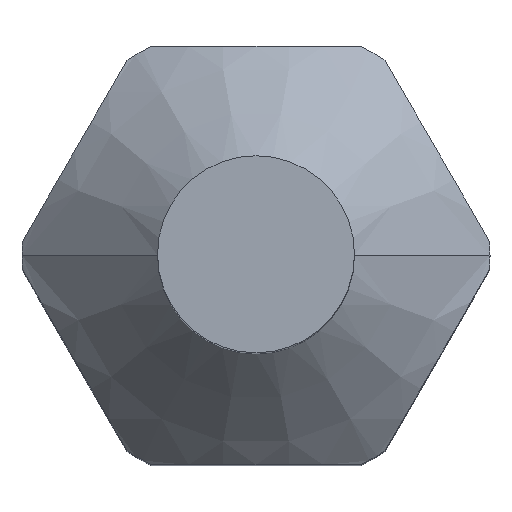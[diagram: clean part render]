
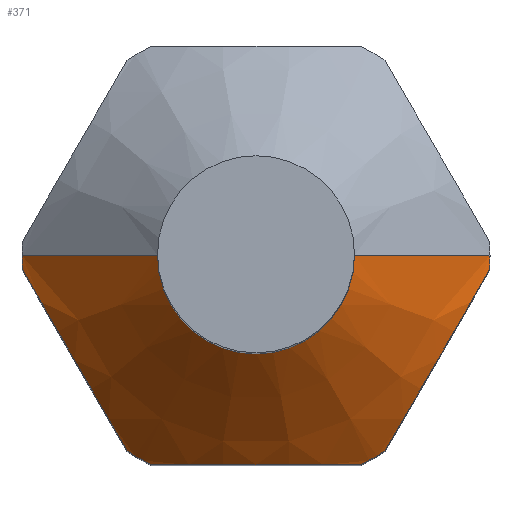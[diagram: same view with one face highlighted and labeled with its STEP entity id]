
A CAD part, top view. The second image highlights one B-rep face of the part: STEP entity #371.
In plain terms, the highlighted conical face has half-angle 45 degrees and reference radius 6.75 mm.
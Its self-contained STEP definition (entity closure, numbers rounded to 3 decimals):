
#215=VERTEX_POINT('',#600);
#297=EDGE_CURVE('',#517,#315,#694,.T.);
#303=EDGE_CURVE('',#517,#497,#700,.T.);
#305=EDGE_CURVE('',#379,#409,#702,.T.);
#315=VERTEX_POINT('',#714);
#319=EDGE_CURVE('',#429,#451,#719,.T.);
#335=EDGE_CURVE('',#457,#395,#739,.T.);
#369=EDGE_CURVE('',#379,#215,#774,.T.);
#371=ADVANCED_FACE('',(#776),#777,.T.);
#379=VERTEX_POINT('',#785);
#385=EDGE_CURVE('',#315,#395,#791,.T.);
#395=VERTEX_POINT('',#803);
#401=EDGE_CURVE('',#429,#409,#809,.T.);
#409=VERTEX_POINT('',#817);
#429=VERTEX_POINT('',#842);
#437=EDGE_CURVE('',#457,#451,#851,.T.);
#451=VERTEX_POINT('',#866);
#457=VERTEX_POINT('',#872);
#459=EDGE_CURVE('',#215,#497,#874,.T.);
#497=VERTEX_POINT('',#913);
#517=VERTEX_POINT('',#934);
#600=CARTESIAN_POINT('',(9.5,0.,19.5));
#694=LINE('',#1164,#1165);
#700=CIRCLE('',#1173,4.0);
#702=(B_SPLINE_CURVE(2,(#1177,#1178,#1179),.UNSPECIFIED.,.F.,.F.)B_SPLINE_CURVE_WITH_KNOTS((3,3),(0.0,8.718),.UNSPECIFIED.)RATIONAL_B_SPLINE_CURVE((1.0,1.118,1.0))BOUNDED_CURVE()REPRESENTATION_ITEM('')GEOMETRIC_REPRESENTATION_ITEM()CURVE());
#714=CARTESIAN_POINT('',(-9.5,0.,19.5));
#719=(B_SPLINE_CURVE(2,(#1214,#1215,#1216),.UNSPECIFIED.,.F.,.F.)B_SPLINE_CURVE_WITH_KNOTS((3,3),(0.0,8.718),.UNSPECIFIED.)RATIONAL_B_SPLINE_CURVE((1.0,1.118,1.0))BOUNDED_CURVE()REPRESENTATION_ITEM('')GEOMETRIC_REPRESENTATION_ITEM()CURVE());
#739=(B_SPLINE_CURVE(2,(#1255,#1256,#1257),.UNSPECIFIED.,.F.,.F.)B_SPLINE_CURVE_WITH_KNOTS((3,3),(0.0,8.718),.UNSPECIFIED.)RATIONAL_B_SPLINE_CURVE((1.0,1.118,1.0))BOUNDED_CURVE()REPRESENTATION_ITEM('')GEOMETRIC_REPRESENTATION_ITEM()CURVE());
#774=CIRCLE('',#1324,9.5);
#776=FACE_OUTER_BOUND('',#1326,.T.);
#777=CONICAL_SURFACE('',#1327,6.75,0.785);
#785=CARTESIAN_POINT('',(9.483,-0.576,19.5));
#791=CIRCLE('',#1364,9.5);
#803=CARTESIAN_POINT('',(-9.483,-0.576,19.5));
#809=CIRCLE('',#1385,9.5);
#817=CARTESIAN_POINT('',(5.24,-7.924,19.5));
#842=CARTESIAN_POINT('',(4.243,-8.5,19.5));
#851=CIRCLE('',#1436,9.5);
#866=CARTESIAN_POINT('',(-4.243,-8.5,19.5));
#872=CARTESIAN_POINT('',(-5.24,-7.924,19.5));
#874=LINE('',#1467,#1468);
#913=CARTESIAN_POINT('',(4.0,0.,25.0));
#934=CARTESIAN_POINT('',(-4.0,0.,25.0));
#1164=CARTESIAN_POINT('',(-6.75,0.,22.25));
#1165=VECTOR('',#1852,1.0);
#1173=AXIS2_PLACEMENT_3D('',#1856,#1857,#1858);
#1177=CARTESIAN_POINT('',(9.483,-0.576,19.5));
#1178=CARTESIAN_POINT('',(7.361,-4.25,21.395));
#1179=CARTESIAN_POINT('',(5.24,-7.924,19.5));
#1214=CARTESIAN_POINT('',(4.243,-8.5,19.5));
#1215=CARTESIAN_POINT('',(0.,-8.5,21.395));
#1216=CARTESIAN_POINT('',(-4.243,-8.5,19.5));
#1255=CARTESIAN_POINT('',(-5.24,-7.924,19.5));
#1256=CARTESIAN_POINT('',(-7.361,-4.25,21.395));
#1257=CARTESIAN_POINT('',(-9.483,-0.576,19.5));
#1324=AXIS2_PLACEMENT_3D('',#1945,#1946,#1947);
#1326=EDGE_LOOP('',(#1949,#1950,#1951,#1952,#1953,#1954,#1955,#1956,#1957,#1958));
#1327=AXIS2_PLACEMENT_3D('',#1959,#1960,#1961);
#1364=AXIS2_PLACEMENT_3D('',#1963,#1964,#1965);
#1385=AXIS2_PLACEMENT_3D('',#1983,#1984,#1985);
#1436=AXIS2_PLACEMENT_3D('',#2047,#2048,#2049);
#1467=CARTESIAN_POINT('',(6.75,0.,22.25));
#1468=VECTOR('',#2069,1.0);
#1852=DIRECTION('',(-0.707,0.,-0.707));
#1856=CARTESIAN_POINT('',(0.,0.,25.0));
#1857=DIRECTION('',(0.,0.,1.0));
#1858=DIRECTION('',(-1.0,0.,0.0));
#1945=CARTESIAN_POINT('',(0.,0.,19.5));
#1946=DIRECTION('',(0.,0.,1.0));
#1947=DIRECTION('',(-1.0,0.,0.0));
#1949=ORIENTED_EDGE('',*,*,#297,.T.);
#1950=ORIENTED_EDGE('',*,*,#385,.T.);
#1951=ORIENTED_EDGE('',*,*,#335,.F.);
#1952=ORIENTED_EDGE('',*,*,#437,.T.);
#1953=ORIENTED_EDGE('',*,*,#319,.F.);
#1954=ORIENTED_EDGE('',*,*,#401,.T.);
#1955=ORIENTED_EDGE('',*,*,#305,.F.);
#1956=ORIENTED_EDGE('',*,*,#369,.T.);
#1957=ORIENTED_EDGE('',*,*,#459,.T.);
#1958=ORIENTED_EDGE('',*,*,#303,.F.);
#1959=CARTESIAN_POINT('',(0.,0.,22.25));
#1960=DIRECTION('',(0.,0.,-1.0));
#1961=DIRECTION('',(-1.0,0.,0.0));
#1963=CARTESIAN_POINT('',(0.,0.,19.5));
#1964=DIRECTION('',(0.,0.,1.0));
#1965=DIRECTION('',(-1.0,0.,0.0));
#1983=CARTESIAN_POINT('',(0.,0.,19.5));
#1984=DIRECTION('',(0.,0.,1.0));
#1985=DIRECTION('',(-1.0,0.,0.0));
#2047=CARTESIAN_POINT('',(0.,0.,19.5));
#2048=DIRECTION('',(0.,0.,1.0));
#2049=DIRECTION('',(-1.0,0.,0.0));
#2069=DIRECTION('',(-0.707,0.,0.707));
